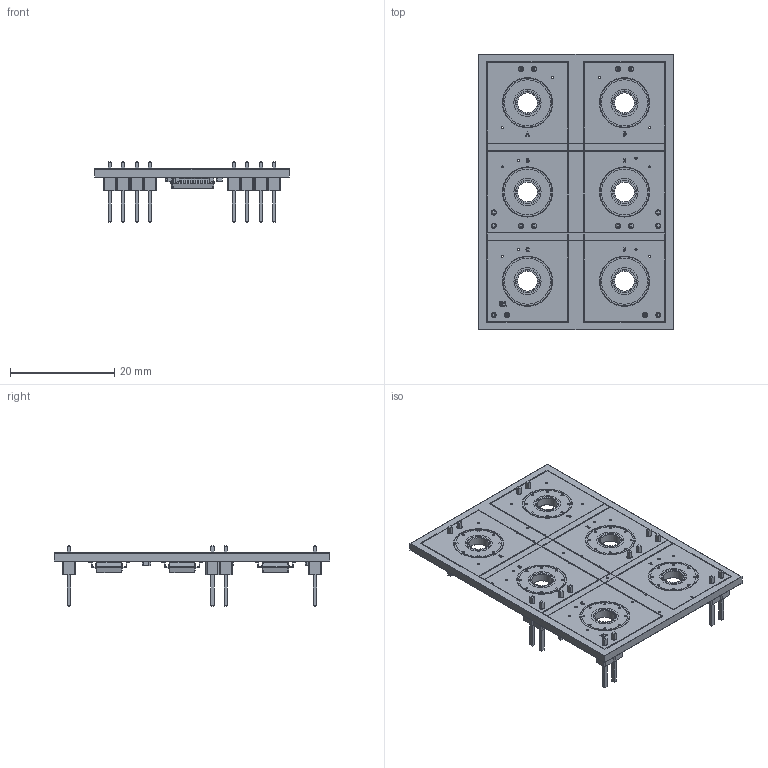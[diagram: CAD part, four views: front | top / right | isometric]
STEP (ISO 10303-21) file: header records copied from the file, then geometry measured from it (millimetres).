
FILE_DESCRIPTION(('KiCad electronic assembly'),'2;1');
FILE_NAME('Top_layer.step','2025-04-28T15:58:35',('Pcbnew'),('Kicad'), 'Open CASCADE STEP processor 7.8','KiCad to STEP converter','Unknown' );
FILE_SCHEMA(('AUTOMOTIVE_DESIGN { 1 0 10303 214 1 1 1 1 }'));
Length unit declared in the file: millimetre
Products named in the file (7): Top_layer 1; PinHeader_1x02_P2.54mm_Vertical; C_0603_1608Metric; SSOP-24_5.3x8.2mm_P0.65mm; Top_layer_silkscreen; Top_layer_soldermask; Top_layer_PCB
Assembly tree (26 placements, depth 2):
  Top_layer 1
    PinHeader_1x02_P2.54mm_Vertical  x8
    C_0603_1608Metric  x12
    SSOP-24_5.3x8.2mm_P0.65mm  x3
    Top_layer_silkscreen
    Top_layer_soldermask
    Top_layer_PCB
Bounding box: 37.2 x 52.8 x 11.54 mm (x, y, z)
Volume: 3405 mm3; surface area: 10225.1 mm2
Topology: 24 solids, 222 shells, 2243 faces, 7863 edges, 5925 vertices
Faces by surface type: plane 1565, cylinder 534, bspline 144
Full cylindrical faces by diameter (mm): 0.4 x77, 0.5 x3, 1 x16, 3.8 x6
Entity records: 47143 total; most frequent: CARTESIAN_POINT 8614, DIRECTION 6783, ORIENTED_EDGE 5661, EDGE_CURVE 4099, VERTEX_POINT 3533, LINE 2867, VECTOR 2867, AXIS2_PLACEMENT_3D 1958
